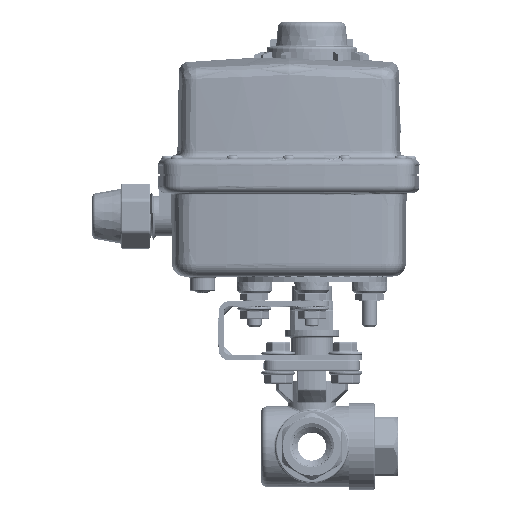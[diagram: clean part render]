
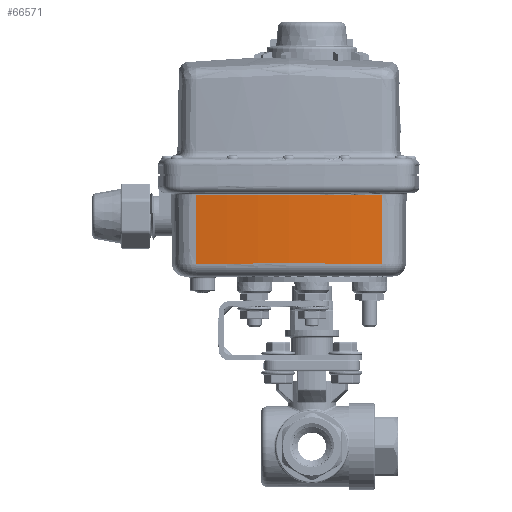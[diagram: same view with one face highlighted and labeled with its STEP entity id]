
A CAD part, top view. The second image highlights one B-rep face of the part: STEP entity #66571.
In plain terms, the highlighted conical face has half-angle 0.5 degrees and reference radius 342.9 mm.
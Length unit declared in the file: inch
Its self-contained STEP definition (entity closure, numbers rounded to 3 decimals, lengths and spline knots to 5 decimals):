
#4041 = CARTESIAN_POINT ( 'NONE',  ( -1.60776, -1.52696, 1.63975 ) ) ;
#4594 = CARTESIAN_POINT ( 'NONE',  ( 1.61009, -0.56385, 1.64794 ) ) ;
#10447 = DIRECTION ( 'NONE',  ( 0., 0., 1. ) ) ;
#24136 = ORIENTED_EDGE ( 'NONE', *, *, #147007, .T. ) ;
#24939 = CARTESIAN_POINT ( 'NONE',  ( -1.6084, -0.33098, 1.65019 ) ) ;
#31648 = DIRECTION ( 'NONE',  ( 0., 1., 0. ) ) ;
#37246 = CARTESIAN_POINT ( 'NONE',  ( 1.60989, -0.96252, 1.64446 ) ) ;
#39652 = VERTEX_POINT ( 'NONE', #188714 ) ;
#42387 = CARTESIAN_POINT ( 'NONE',  ( -1.60789, -1.27862, 1.64192 ) ) ;
#47242 = EDGE_CURVE ( 'NONE', #107687, #108189, #54802, .T. ) ;
#48799 = DIRECTION ( 'NONE',  ( 0., -1., 0. ) ) ;
#49677 = DIRECTION ( 'NONE',  ( 0., 0., -1. ) ) ;
#51257 = ORIENTED_EDGE ( 'NONE', *, *, #142154, .T. ) ;
#51940 = AXIS2_PLACEMENT_3D ( 'NONE', #148703, #68422, #172940 ) ;
#53529 = CARTESIAN_POINT ( 'NONE',  ( 1.60974, -1.24474, 1.642 ) ) ;
#54802 = CIRCLE ( 'NONE', #99456, 13.49637 ) ;
#54842 = VERTEX_POINT ( 'NONE', #212797 ) ;
#62277 = B_SPLINE_CURVE_WITH_KNOTS ( 'NONE', 3,
 ( #141844, #212563, #4594, #75511, #37246, #53529, #177769 ),
 .UNSPECIFIED., .F., .F.,
 ( 4, 3, 4 ),
 ( 0.01057, 0.01944, 0.04095 ),
 .UNSPECIFIED. ) ;
#65181 = CARTESIAN_POINT ( 'NONE',  ( 1.60959, -1.52696, 1.63953 ) ) ;
#65964 = CARTESIAN_POINT ( 'NONE',  ( 0., 0.085, -11.75 ) ) ;
#66099 = VERTEX_POINT ( 'NONE', #212408 ) ;
#66571 = ADVANCED_FACE ( 'NONE', ( #208733 ), #205928, .T. ) ;
#68422 = DIRECTION ( 'NONE',  ( 0., -1., 0. ) ) ;
#71607 = CIRCLE ( 'NONE', #101289, 13.48593 ) ;
#74472 = ORIENTED_EDGE ( 'NONE', *, *, #192968, .T. ) ;
#75511 = CARTESIAN_POINT ( 'NONE',  ( 1.61003, -0.68029, 1.64692 ) ) ;
#85432 = DIRECTION ( 'NONE',  ( 0., 1., 0. ) ) ;
#88760 = ORIENTED_EDGE ( 'NONE', *, *, #121808, .F. ) ;
#95854 = CARTESIAN_POINT ( 'NONE',  ( -1.60796, -1.15445, 1.643 ) ) ;
#99456 = AXIS2_PLACEMENT_3D ( 'NONE', #169610, #48799, #10447 ) ;
#101289 = AXIS2_PLACEMENT_3D ( 'NONE', #105173, #85432, #210750 ) ;
#105173 = CARTESIAN_POINT ( 'NONE',  ( 0., -1.52696, -11.75 ) ) ;
#107687 = VERTEX_POINT ( 'NONE', #147050 ) ;
#108189 = VERTEX_POINT ( 'NONE', #180403 ) ;
#108712 = CARTESIAN_POINT ( 'NONE',  ( -1.60825, -0.60547, 1.64779 ) ) ;
#116977 = AXIS2_PLACEMENT_3D ( 'NONE', #65964, #223817, #49677 ) ;
#119960 = CARTESIAN_POINT ( 'NONE',  ( 0., -1.52696, -11.75 ) ) ;
#121808 = EDGE_CURVE ( 'NONE', #66099, #229229, #62277, .T. ) ;
#122571 = CIRCLE ( 'NONE', #51940, 13.49637 ) ;
#126254 = B_SPLINE_CURVE_WITH_KNOTS ( 'NONE', 3,
 ( #24939, #108712, #149264, #95854, #42387, #148124, #4041 ),
 .UNSPECIFIED., .F., .F.,
 ( 4, 3, 4 ),
 ( 0., 0.02092, 0.03038 ),
 .UNSPECIFIED. ) ;
#141844 = CARTESIAN_POINT ( 'NONE',  ( 1.61022, -0.33098, 1.64997 ) ) ;
#142154 = EDGE_CURVE ( 'NONE', #39652, #54842, #162169, .T. ) ;
#147007 = EDGE_CURVE ( 'NONE', #108189, #39652, #126254, .T. ) ;
#147050 = CARTESIAN_POINT ( 'NONE',  ( 0., -0.33098, 1.74637 ) ) ;
#147450 = AXIS2_PLACEMENT_3D ( 'NONE', #119960, #31648, #173335 ) ;
#147836 = EDGE_CURVE ( 'NONE', #66099, #107687, #122571, .T. ) ;
#148124 = CARTESIAN_POINT ( 'NONE',  ( -1.60782, -1.40279, 1.64084 ) ) ;
#148703 = CARTESIAN_POINT ( 'NONE',  ( 0., -0.33098, -11.75 ) ) ;
#149264 = CARTESIAN_POINT ( 'NONE',  ( -1.60811, -0.87996, 1.6454 ) ) ;
#162169 = CIRCLE ( 'NONE', #147450, 13.48593 ) ;
#169610 = CARTESIAN_POINT ( 'NONE',  ( 0., -0.33098, -11.75 ) ) ;
#172940 = DIRECTION ( 'NONE',  ( 0., 0., 1. ) ) ;
#173335 = DIRECTION ( 'NONE',  ( 0., 0., -1. ) ) ;
#177769 = CARTESIAN_POINT ( 'NONE',  ( 1.60959, -1.52696, 1.63953 ) ) ;
#180403 = CARTESIAN_POINT ( 'NONE',  ( -1.6084, -0.33098, 1.65019 ) ) ;
#181436 = EDGE_LOOP ( 'NONE', ( #186871, #197079, #24136, #51257, #74472, #88760 ) ) ;
#186871 = ORIENTED_EDGE ( 'NONE', *, *, #147836, .T. ) ;
#188714 = CARTESIAN_POINT ( 'NONE',  ( -1.60776, -1.52696, 1.63975 ) ) ;
#192968 = EDGE_CURVE ( 'NONE', #54842, #229229, #71607, .T. ) ;
#197079 = ORIENTED_EDGE ( 'NONE', *, *, #47242, .T. ) ;
#205928 = CONICAL_SURFACE ( 'NONE', #116977, 13.5, 0.009 ) ;
#208733 = FACE_OUTER_BOUND ( 'NONE', #181436, .T. ) ;
#210750 = DIRECTION ( 'NONE',  ( 0., 0., -1. ) ) ;
#212408 = CARTESIAN_POINT ( 'NONE',  ( 1.61022, -0.33098, 1.64997 ) ) ;
#212563 = CARTESIAN_POINT ( 'NONE',  ( 1.61016, -0.44742, 1.64895 ) ) ;
#212797 = CARTESIAN_POINT ( 'NONE',  ( 0., -1.52696, 1.73593 ) ) ;
#223817 = DIRECTION ( 'NONE',  ( 0., 1., 0. ) ) ;
#229229 = VERTEX_POINT ( 'NONE', #65181 ) ;
